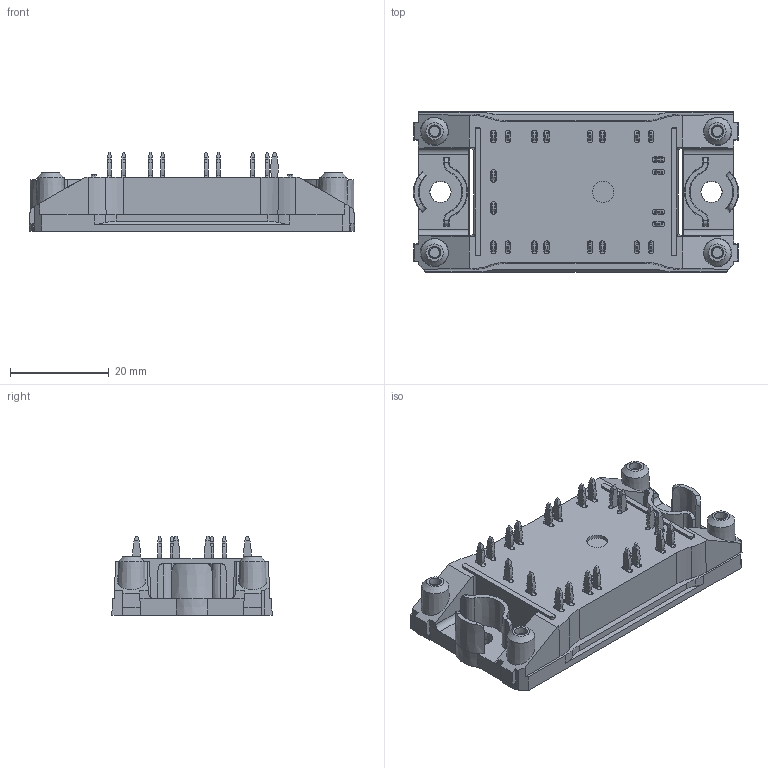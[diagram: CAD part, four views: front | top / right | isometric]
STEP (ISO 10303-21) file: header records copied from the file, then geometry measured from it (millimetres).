
FILE_DESCRIPTION(/* description */ ('Unknown'),/* implementation_level */ '2;1');
FILE_NAME(/* name */ 'Flow0-4T12Y-P620(220)-01-OL',/* time_stamp */ '2016-09-06T13:51:16+02:00',/* author */ ('Unknown'),/* organization */ ('Unknown'),/* preprocessor_version */ 'ST-DEVELOPER v16',/* originating_system */ 'DEX',/* authorisation */ $);
FILE_SCHEMA (('AUTOMOTIVE_DESIGN {1 0 10303 214 3 1 1}'));
Length unit declared in the file: millimetre
Products named in the file (1): Flow0-4T12Y-P620-01-OL
Bounding box: 66 x 32.5 x 16.23 mm (x, y, z)
Volume: 17154 mm3; surface area: 9235.9 mm2
Topology: 1 solids, 1 shells, 767 faces, 2093 edges, 1390 vertices
Faces by surface type: plane 502, cylinder 227, cone 38
Full cylindrical faces by diameter (mm): 4.3 x1
Entity records: 29860 total; most frequent: CARTESIAN_POINT 4672, ORIENTED_EDGE 4124, DIRECTION 4100, EDGE_CURVE 2062, LINE 1520, VECTOR 1520, VERTEX_POINT 1380, AXIS2_PLACEMENT_3D 1290
